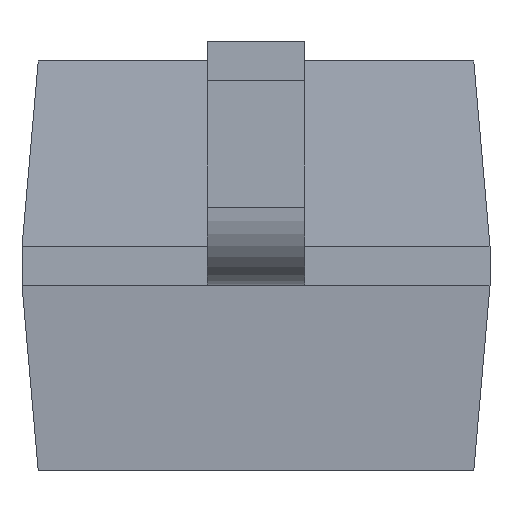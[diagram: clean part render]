
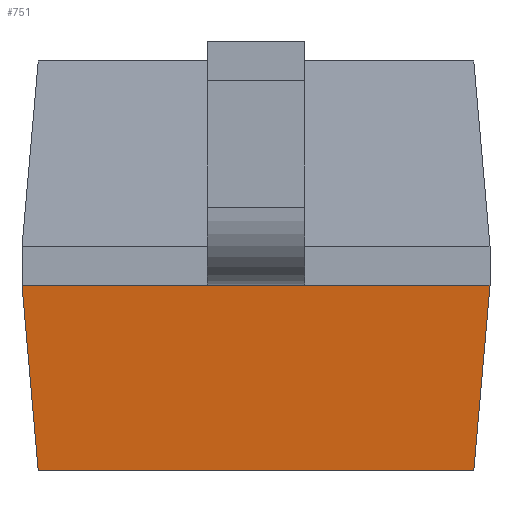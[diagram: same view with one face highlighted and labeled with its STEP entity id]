
A CAD part, left-side view. The second image highlights one B-rep face of the part: STEP entity #751.
In plain terms, the highlighted planar face has unit normal (-0.996, 0, -0.087).
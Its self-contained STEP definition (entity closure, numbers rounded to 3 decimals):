
#41 = FACE_OUTER_BOUND ( 'NONE', #182, .T. ) ;
#107 = VERTEX_POINT ( 'NONE', #1273 ) ;
#131 = CARTESIAN_POINT ( 'NONE',  ( -0.8, 0.6, 0. ) ) ;
#152 = CARTESIAN_POINT ( 'NONE',  ( -0.758, -0.6, -0.475 ) ) ;
#153 = ORIENTED_EDGE ( 'NONE', *, *, #1058, .T. ) ;
#155 = ORIENTED_EDGE ( 'NONE', *, *, #1151, .F. ) ;
#166 = VECTOR ( 'NONE', #1141, 1000. ) ;
#178 = VECTOR ( 'NONE', #770, 1000. ) ;
#182 = EDGE_LOOP ( 'NONE', ( #1283, #417, #155, #153, #289, #1301 ) ) ;
#235 = CARTESIAN_POINT ( 'NONE',  ( -0.8, -0.6, 0. ) ) ;
#289 = ORIENTED_EDGE ( 'NONE', *, *, #306, .F. ) ;
#303 = VECTOR ( 'NONE', #1357, 1000. ) ;
#306 = EDGE_CURVE ( 'NONE', #1466, #107, #1369, .T. ) ;
#358 = DIRECTION ( 'NONE',  ( 0., -1., 0. ) ) ;
#374 = CARTESIAN_POINT ( 'NONE',  ( -0.8, -0.6, 0. ) ) ;
#411 = LINE ( 'NONE', #374, #1051 ) ;
#417 = ORIENTED_EDGE ( 'NONE', *, *, #1467, .F. ) ;
#489 = VERTEX_POINT ( 'NONE', #896 ) ;
#534 = EDGE_CURVE ( 'NONE', #939, #986, #788, .T. ) ;
#623 = CARTESIAN_POINT ( 'NONE',  ( -0.8, -0.125, 0. ) ) ;
#624 = DIRECTION ( 'NONE',  ( -0.087, -0.087, 0.992 ) ) ;
#688 = PLANE ( 'NONE',  #1543 ) ;
#691 = VECTOR ( 'NONE', #358, 1000. ) ;
#703 = VERTEX_POINT ( 'NONE', #944 ) ;
#714 = CARTESIAN_POINT ( 'NONE',  ( -0.8, 0.6, 0. ) ) ;
#748 = VECTOR ( 'NONE', #1389, 1000. ) ;
#751 = ADVANCED_FACE ( 'NONE', ( #41 ), #688, .T. ) ;
#770 = DIRECTION ( 'NONE',  ( 0., 1., 0. ) ) ;
#788 = LINE ( 'NONE', #1262, #748 ) ;
#820 = DIRECTION ( 'NONE',  ( -0.087, 0., 0.996 ) ) ;
#825 = LINE ( 'NONE', #131, #166 ) ;
#854 = CARTESIAN_POINT ( 'NONE',  ( -0.8, -0.125, 0. ) ) ;
#896 = CARTESIAN_POINT ( 'NONE',  ( -0.758, -0.558, -0.475 ) ) ;
#939 = VERTEX_POINT ( 'NONE', #714 ) ;
#944 = CARTESIAN_POINT ( 'NONE',  ( -0.758, 0.558, -0.475 ) ) ;
#986 = VERTEX_POINT ( 'NONE', #1226 ) ;
#1000 = EDGE_CURVE ( 'NONE', #1466, #986, #1304, .T. ) ;
#1051 = VECTOR ( 'NONE', #624, 1000. ) ;
#1058 = EDGE_CURVE ( 'NONE', #489, #107, #411, .T. ) ;
#1141 = DIRECTION ( 'NONE',  ( -0.087, 0.087, 0.992 ) ) ;
#1151 = EDGE_CURVE ( 'NONE', #489, #703, #1182, .T. ) ;
#1182 = LINE ( 'NONE', #152, #178 ) ;
#1226 = CARTESIAN_POINT ( 'NONE',  ( -0.8, 0.125, 0. ) ) ;
#1262 = CARTESIAN_POINT ( 'NONE',  ( -0.8, -0.6, 0. ) ) ;
#1273 = CARTESIAN_POINT ( 'NONE',  ( -0.8, -0.6, 0. ) ) ;
#1283 = ORIENTED_EDGE ( 'NONE', *, *, #534, .F. ) ;
#1301 = ORIENTED_EDGE ( 'NONE', *, *, #1000, .T. ) ;
#1304 = LINE ( 'NONE', #854, #303 ) ;
#1357 = DIRECTION ( 'NONE',  ( 0., 1., 0. ) ) ;
#1369 = LINE ( 'NONE', #235, #691 ) ;
#1389 = DIRECTION ( 'NONE',  ( 0., -1., 0. ) ) ;
#1441 = CARTESIAN_POINT ( 'NONE',  ( -0.8, -0.6, 0. ) ) ;
#1466 = VERTEX_POINT ( 'NONE', #623 ) ;
#1467 = EDGE_CURVE ( 'NONE', #703, #939, #825, .T. ) ;
#1543 = AXIS2_PLACEMENT_3D ( 'NONE', #1441, #1561, #820 ) ;
#1561 = DIRECTION ( 'NONE',  ( -0.996, 0., -0.087 ) ) ;
